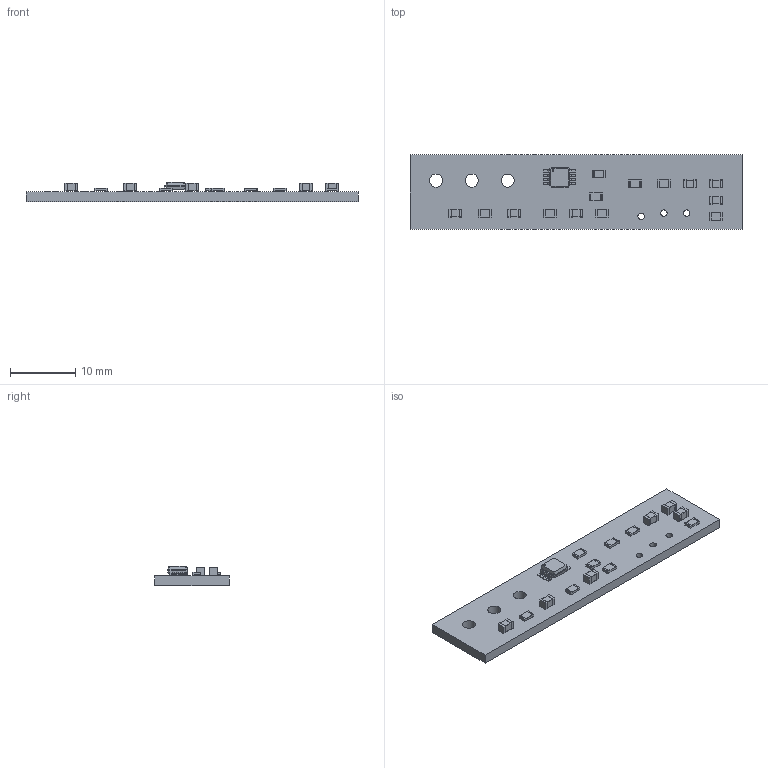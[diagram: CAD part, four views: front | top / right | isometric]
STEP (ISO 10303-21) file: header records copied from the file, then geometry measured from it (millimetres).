
FILE_DESCRIPTION(('KiCad electronic assembly'),'2;1');
FILE_NAME('Limelight.step','2025-08-05T21:54:20',('Pcbnew'),('Kicad'), 'Open CASCADE STEP processor 7.8','KiCad to STEP converter','Unknown' );
FILE_SCHEMA(('AUTOMOTIVE_DESIGN { 1 0 10303 214 1 1 1 1 }'));
Length unit declared in the file: millimetre
Products named in the file (5): Limelight 1; R_0805_2012Metric; C_0805_2012Metric; VSSOP-8_3x3mm_P0.65mm; Limelight_PCB
Assembly tree (16 placements, depth 2):
  Limelight 1
    R_0805_2012Metric  x8
    C_0805_2012Metric  x6
    VSSOP-8_3x3mm_P0.65mm
    Limelight_PCB
Bounding box: 51 x 11.5 x 2.94 mm (x, y, z)
Volume: 902.9 mm3; surface area: 1560.7 mm2
Topology: 16 solids, 16 shells, 535 faces, 1399 edges, 909 vertices
Faces by surface type: plane 345, cylinder 174, bspline 16
Full cylindrical faces by diameter (mm): 1 x3, 2 x3
Entity records: 8399 total; most frequent: CARTESIAN_POINT 1226, ORIENTED_EDGE 1125, DIRECTION 1084, EDGE_CURVE 563, LINE 422, VECTOR 422, VERTEX_POINT 361, AXIS2_PLACEMENT_3D 331
